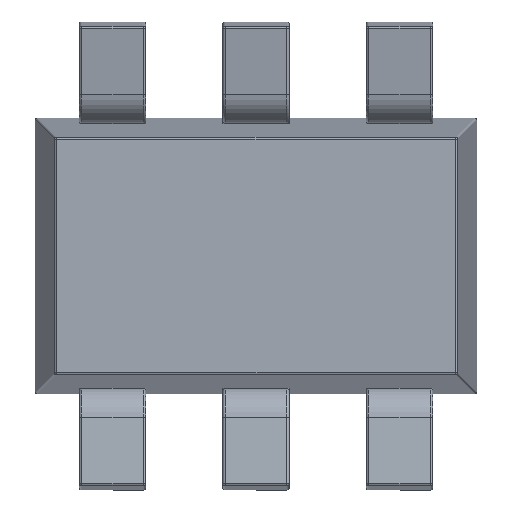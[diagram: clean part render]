
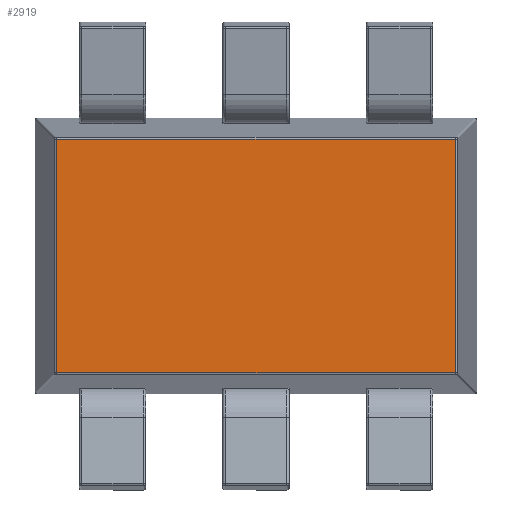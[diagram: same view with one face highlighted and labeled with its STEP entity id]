
A CAD part, front view. The second image highlights one B-rep face of the part: STEP entity #2919.
In plain terms, the highlighted planar face has unit normal (0, -1, 0).
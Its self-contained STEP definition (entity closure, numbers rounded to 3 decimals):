
#534=FACE_OUTER_BOUND('',#722,.T.);
#722=EDGE_LOOP('',(#2537,#2538,#2539,#2540));
#897=LINE('',#5437,#1107);
#919=LINE('',#5511,#1129);
#921=LINE('',#5514,#1131);
#930=LINE('',#5528,#1140);
#1107=VECTOR('',#3506,10.);
#1129=VECTOR('',#3598,10.);
#1131=VECTOR('',#3602,10.);
#1140=VECTOR('',#3621,10.);
#1362=VERTEX_POINT('',#5393);
#1365=VERTEX_POINT('',#5400);
#1375=VERTEX_POINT('',#5429);
#1383=VERTEX_POINT('',#5455);
#1729=EDGE_CURVE('',#1375,#1362,#897,.T.);
#1769=EDGE_CURVE('',#1365,#1383,#919,.T.);
#1771=EDGE_CURVE('',#1383,#1375,#921,.T.);
#1780=EDGE_CURVE('',#1362,#1365,#930,.T.);
#2537=ORIENTED_EDGE('',*,*,#1769,.F.);
#2538=ORIENTED_EDGE('',*,*,#1780,.F.);
#2539=ORIENTED_EDGE('',*,*,#1729,.F.);
#2540=ORIENTED_EDGE('',*,*,#1771,.F.);
#2764=PLANE('',#3127);
#2919=ADVANCED_FACE('',(#534),#2764,.T.);
#3127=AXIS2_PLACEMENT_3D('',#5538,#3640,#3641);
#3506=DIRECTION('',(0.,0.,-1.));
#3598=DIRECTION('',(0.,0.,1.));
#3602=DIRECTION('',(1.,0.,0.));
#3621=DIRECTION('',(-1.,0.,0.));
#3640=DIRECTION('center_axis',(0.,-1.,0.));
#3641=DIRECTION('ref_axis',(0.,0.,-1.));
#5393=CARTESIAN_POINT('',(0.903,0.,-0.528));
#5400=CARTESIAN_POINT('',(-0.903,0.,-0.528));
#5429=CARTESIAN_POINT('',(0.903,0.,0.528));
#5437=CARTESIAN_POINT('',(0.903,0.,0.156));
#5455=CARTESIAN_POINT('',(-0.903,0.,0.528));
#5511=CARTESIAN_POINT('',(-0.903,0.,-0.156));
#5514=CARTESIAN_POINT('',(-0.25,0.,0.528));
#5528=CARTESIAN_POINT('',(0.25,0.,-0.528));
#5538=CARTESIAN_POINT('Origin',(0.,0.,0.));
